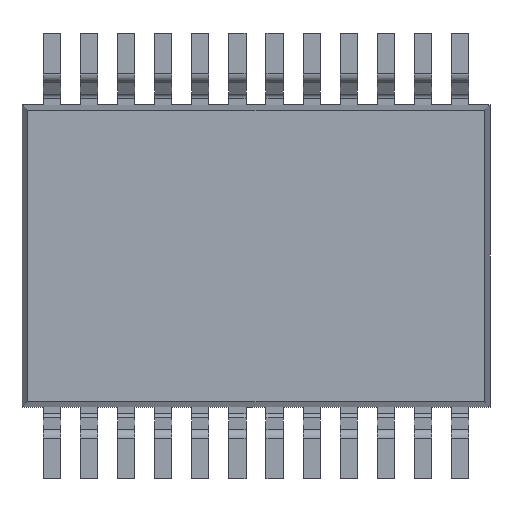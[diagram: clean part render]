
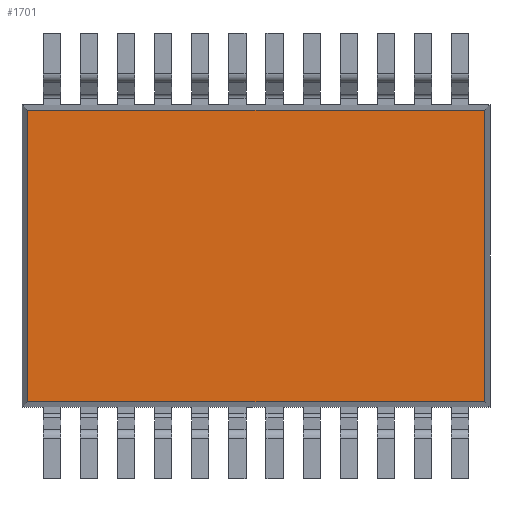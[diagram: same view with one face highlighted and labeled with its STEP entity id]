
A CAD part, front view. The second image highlights one B-rep face of the part: STEP entity #1701.
In plain terms, the highlighted face is planar.
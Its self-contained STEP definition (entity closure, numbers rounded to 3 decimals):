
#23 = CARTESIAN_POINT ( 'NONE',  ( 4., 2.55, 0.15 ) ) ;
#49 = CARTESIAN_POINT ( 'NONE',  ( 4., -2.55, 0.15 ) ) ;
#237 = VECTOR ( 'NONE', #2213, 1000. ) ;
#304 = CARTESIAN_POINT ( 'NONE',  ( 0., -2.55, 0.15 ) ) ;
#309 = ORIENTED_EDGE ( 'NONE', *, *, #2161, .T. ) ;
#323 = AXIS2_PLACEMENT_3D ( 'NONE', #1630, #1467, #749 ) ;
#503 = ORIENTED_EDGE ( 'NONE', *, *, #1652, .T. ) ;
#553 = CARTESIAN_POINT ( 'NONE',  ( 0., 2.55, 0.15 ) ) ;
#686 = CARTESIAN_POINT ( 'NONE',  ( -4., 2.55, 0.15 ) ) ;
#749 = DIRECTION ( 'NONE',  ( -1., 0., 0. ) ) ;
#806 = EDGE_CURVE ( 'NONE', #1407, #1939, #2256, .T. ) ;
#893 = LINE ( 'NONE', #304, #2265 ) ;
#1146 = VECTOR ( 'NONE', #1639, 1000. ) ;
#1206 = PLANE ( 'NONE',  #323 ) ;
#1218 = CARTESIAN_POINT ( 'NONE',  ( 4., 0., 0.15 ) ) ;
#1308 = CARTESIAN_POINT ( 'NONE',  ( -4., 0., 0.15 ) ) ;
#1355 = EDGE_CURVE ( 'NONE', #1939, #1590, #2368, .T. ) ;
#1407 = VERTEX_POINT ( 'NONE', #1625 ) ;
#1467 = DIRECTION ( 'NONE',  ( 0., 0., -1. ) ) ;
#1557 = VECTOR ( 'NONE', #1581, 1000. ) ;
#1581 = DIRECTION ( 'NONE',  ( 0., -1., 0. ) ) ;
#1590 = VERTEX_POINT ( 'NONE', #23 ) ;
#1625 = CARTESIAN_POINT ( 'NONE',  ( -4., -2.55, 0.15 ) ) ;
#1630 = CARTESIAN_POINT ( 'NONE',  ( 0., 0., 0.15 ) ) ;
#1639 = DIRECTION ( 'NONE',  ( 1., 0., 0. ) ) ;
#1641 = VERTEX_POINT ( 'NONE', #49 ) ;
#1652 = EDGE_CURVE ( 'NONE', #1590, #1641, #1779, .T. ) ;
#1668 = ORIENTED_EDGE ( 'NONE', *, *, #1355, .T. ) ;
#1701 = ADVANCED_FACE ( 'NONE', ( #2135 ), #1206, .T. ) ;
#1769 = DIRECTION ( 'NONE',  ( -1., 0., 0. ) ) ;
#1779 = LINE ( 'NONE', #1218, #1557 ) ;
#1939 = VERTEX_POINT ( 'NONE', #686 ) ;
#2002 = ORIENTED_EDGE ( 'NONE', *, *, #806, .T. ) ;
#2135 = FACE_OUTER_BOUND ( 'NONE', #2245, .T. ) ;
#2161 = EDGE_CURVE ( 'NONE', #1641, #1407, #893, .T. ) ;
#2213 = DIRECTION ( 'NONE',  ( 0., 1., 0. ) ) ;
#2245 = EDGE_LOOP ( 'NONE', ( #2002, #1668, #503, #309 ) ) ;
#2256 = LINE ( 'NONE', #1308, #237 ) ;
#2265 = VECTOR ( 'NONE', #1769, 1000. ) ;
#2368 = LINE ( 'NONE', #553, #1146 ) ;
